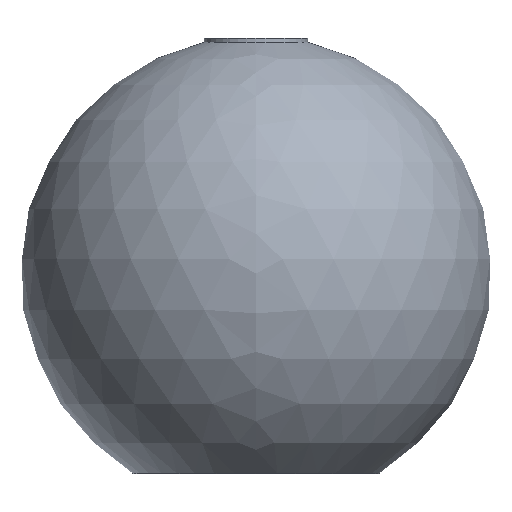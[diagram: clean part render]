
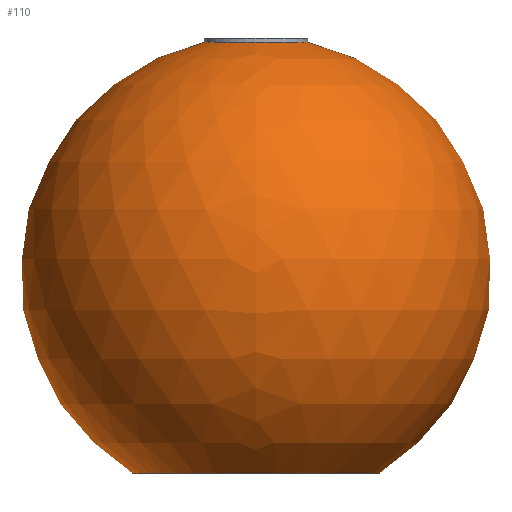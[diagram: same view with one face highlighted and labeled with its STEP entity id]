
A CAD part, left-side view. The second image highlights one B-rep face of the part: STEP entity #110.
In plain terms, the highlighted spherical face has radius 90 mm.
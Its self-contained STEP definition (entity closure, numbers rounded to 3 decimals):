
#15=SPHERICAL_SURFACE('',#149,90.);
#27=FACE_OUTER_BOUND('',#36,.T.);
#36=EDGE_LOOP('',(#92,#93,#94,#95));
#47=CIRCLE('',#141,19.75);
#51=CIRCLE('',#148,46.959);
#52=CIRCLE('',#150,90.);
#57=VERTEX_POINT('',#205);
#61=VERTEX_POINT('',#218);
#67=EDGE_CURVE('',#57,#57,#47,.T.);
#72=EDGE_CURVE('',#61,#61,#51,.T.);
#73=EDGE_CURVE('',#57,#61,#52,.T.);
#92=ORIENTED_EDGE('',*,*,#67,.T.);
#93=ORIENTED_EDGE('',*,*,#73,.T.);
#94=ORIENTED_EDGE('',*,*,#72,.F.);
#95=ORIENTED_EDGE('',*,*,#73,.F.);
#110=ADVANCED_FACE('',(#27),#15,.T.);
#141=AXIS2_PLACEMENT_3D('',#207,#169,#170);
#148=AXIS2_PLACEMENT_3D('',#219,#184,#185);
#149=AXIS2_PLACEMENT_3D('',#220,#186,#187);
#150=AXIS2_PLACEMENT_3D('',#221,#188,#189);
#169=DIRECTION('center_axis',(0.,0.,-1.));
#170=DIRECTION('ref_axis',(-1.,0.,0.));
#184=DIRECTION('center_axis',(0.,0.,-1.));
#185=DIRECTION('ref_axis',(1.,0.,0.));
#186=DIRECTION('center_axis',(0.,0.,1.));
#187=DIRECTION('ref_axis',(1.,0.,0.));
#188=DIRECTION('center_axis',(0.,-1.,0.));
#189=DIRECTION('ref_axis',(-1.,0.,0.));
#205=CARTESIAN_POINT('',(-19.75,0.,-0.416));
#207=CARTESIAN_POINT('Origin',(0.,0.,-0.416));
#218=CARTESIAN_POINT('',(-46.959,0.,-165.));
#219=CARTESIAN_POINT('Origin',(0.,0.,-165.));
#220=CARTESIAN_POINT('Origin',(0.,0.,-88.222));
#221=CARTESIAN_POINT('Origin',(0.,0.,-88.222));
